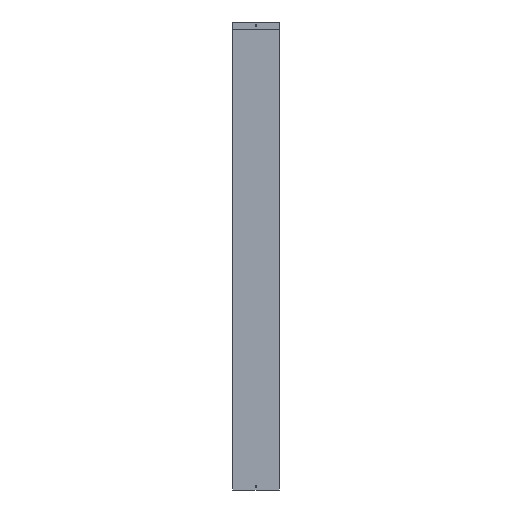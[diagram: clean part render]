
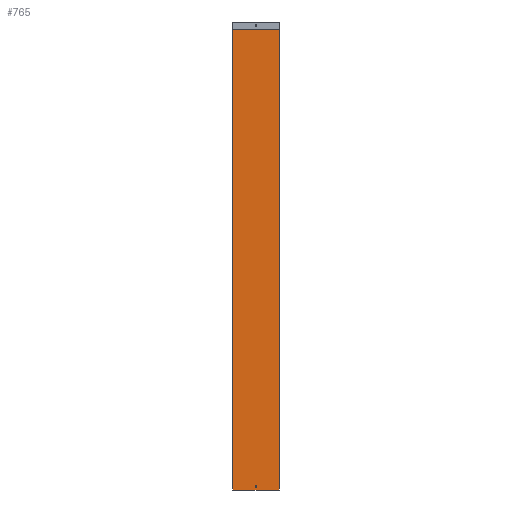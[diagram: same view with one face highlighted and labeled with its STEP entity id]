
A CAD part, front view. The second image highlights one B-rep face of the part: STEP entity #765.
In plain terms, the highlighted planar face has unit normal (0, -1, 0).
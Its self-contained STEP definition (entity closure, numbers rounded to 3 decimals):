
#13 = CARTESIAN_POINT ( 'NONE',  ( 100., 0., 0. ) ) ;
#54 = CARTESIAN_POINT ( 'NONE',  ( -100., 0., 1968. ) ) ;
#70 = DIRECTION ( 'NONE',  ( 0., 0., -1. ) ) ;
#75 = CARTESIAN_POINT ( 'NONE',  ( 100., 0., 1968. ) ) ;
#78 = CARTESIAN_POINT ( 'NONE',  ( 100., 0., 1969. ) ) ;
#107 = LINE ( 'NONE', #1094, #109 ) ;
#108 = LINE ( 'NONE', #1005, #114 ) ;
#109 = VECTOR ( 'NONE', #1091, 1000. ) ;
#112 = CIRCLE ( 'NONE', #433, 3.5 ) ;
#114 = VECTOR ( 'NONE', #990, 1000. ) ;
#115 = LINE ( 'NONE', #1014, #118 ) ;
#118 = VECTOR ( 'NONE', #1000, 1000. ) ;
#148 = EDGE_LOOP ( 'NONE', ( #620 ) ) ;
#204 = EDGE_LOOP ( 'NONE', ( #618, #1250, #621, #1251 ) ) ;
#286 = FACE_BOUND ( 'NONE', #148, .T. ) ;
#290 = FACE_OUTER_BOUND ( 'NONE', #204, .T. ) ;
#291 = VERTEX_POINT ( 'NONE', #1175 ) ;
#306 = VERTEX_POINT ( 'NONE', #13 ) ;
#314 = VERTEX_POINT ( 'NONE', #54 ) ;
#318 = VERTEX_POINT ( 'NONE', #75 ) ;
#329 = LINE ( 'NONE', #78, #334 ) ;
#334 = VECTOR ( 'NONE', #70, 1000. ) ;
#392 = AXIS2_PLACEMENT_3D ( 'NONE', #1242, #1177, #1178 ) ;
#433 = AXIS2_PLACEMENT_3D ( 'NONE', #997, #974, #994 ) ;
#457 = EDGE_CURVE ( 'NONE', #318, #306, #329, .T. ) ;
#529 = EDGE_CURVE ( 'NONE', #314, #875, #107, .T. ) ;
#539 = EDGE_CURVE ( 'NONE', #291, #291, #112, .T. ) ;
#542 = EDGE_CURVE ( 'NONE', #314, #318, #108, .T. ) ;
#546 = EDGE_CURVE ( 'NONE', #875, #306, #115, .T. ) ;
#618 = ORIENTED_EDGE ( 'NONE', *, *, #457, .F. ) ;
#620 = ORIENTED_EDGE ( 'NONE', *, *, #539, .F. ) ;
#621 = ORIENTED_EDGE ( 'NONE', *, *, #529, .T. ) ;
#765 = ADVANCED_FACE ( 'NONE', ( #286, #290 ), #1169, .F. ) ;
#875 = VERTEX_POINT ( 'NONE', #1207 ) ;
#974 = DIRECTION ( 'NONE',  ( 0., -1., 0. ) ) ;
#990 = DIRECTION ( 'NONE',  ( 1., 0., 0. ) ) ;
#994 = DIRECTION ( 'NONE',  ( 0., 0., 1. ) ) ;
#997 = CARTESIAN_POINT ( 'NONE',  ( 0., 0., 15. ) ) ;
#1000 = DIRECTION ( 'NONE',  ( 1., 0., 0. ) ) ;
#1005 = CARTESIAN_POINT ( 'NONE',  ( -100., 0., 1968. ) ) ;
#1014 = CARTESIAN_POINT ( 'NONE',  ( -100., 0., 0. ) ) ;
#1091 = DIRECTION ( 'NONE',  ( 0., 0., -1. ) ) ;
#1094 = CARTESIAN_POINT ( 'NONE',  ( -100., 0., 1969. ) ) ;
#1169 = PLANE ( 'NONE',  #392 ) ;
#1175 = CARTESIAN_POINT ( 'NONE',  ( 0., 0., 18.5 ) ) ;
#1177 = DIRECTION ( 'NONE',  ( 0., 1., 0. ) ) ;
#1178 = DIRECTION ( 'NONE',  ( 0., 0., 1. ) ) ;
#1207 = CARTESIAN_POINT ( 'NONE',  ( -100., 0., 0. ) ) ;
#1242 = CARTESIAN_POINT ( 'NONE',  ( -100., 0., 1969. ) ) ;
#1250 = ORIENTED_EDGE ( 'NONE', *, *, #542, .F. ) ;
#1251 = ORIENTED_EDGE ( 'NONE', *, *, #546, .T. ) ;
